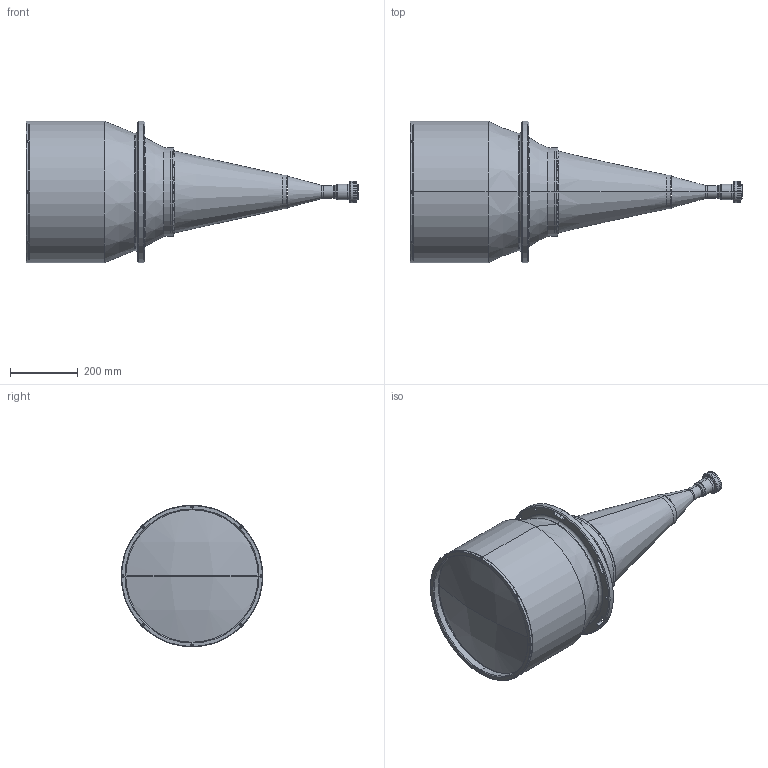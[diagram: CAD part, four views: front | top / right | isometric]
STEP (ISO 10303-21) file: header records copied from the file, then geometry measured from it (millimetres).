
FILE_DESCRIPTION (( 'STEP AP203' ), '1' );
FILE_NAME ('DP32205-A_TC10M308-F.step', '2022-12-06T16:09:49', ( '' ), ( '' ), 'SwSTEP 2.0', 'SolidWorks 2021', '' );
FILE_SCHEMA (( 'CONFIG_CONTROL_DESIGN' ));
Length unit declared in the file: millimetre
Products named in the file (1): DP32205-A_TC10M308-F
Bounding box: 977.55 x 417 x 417 mm (x, y, z)
Surface area: 1078508.1 mm2 (no closed solid volume)
Topology: 0 solids, 36 shells, 288 faces, 954 edges, 678 vertices
Faces by surface type: cylinder 140, plane 69, torus 43, cone 28, bspline 6, sphere 2
Entity records: 11491 total; most frequent: CARTESIAN_POINT 2831, DIRECTION 1974, ORIENTED_EDGE 1511, EDGE_CURVE 954, AXIS2_PLACEMENT_3D 789, VERTEX_POINT 678, CIRCLE 506, VECTOR 396
